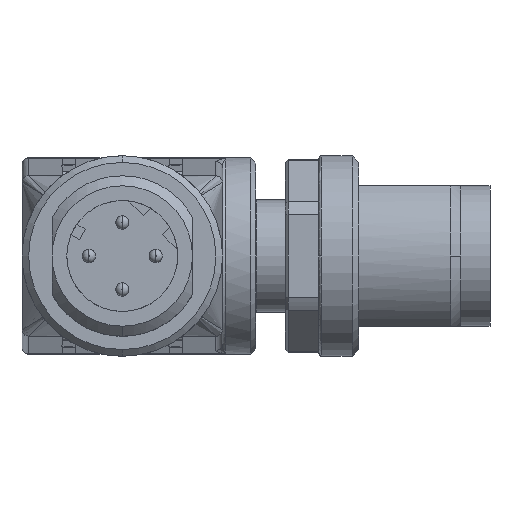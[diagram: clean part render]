
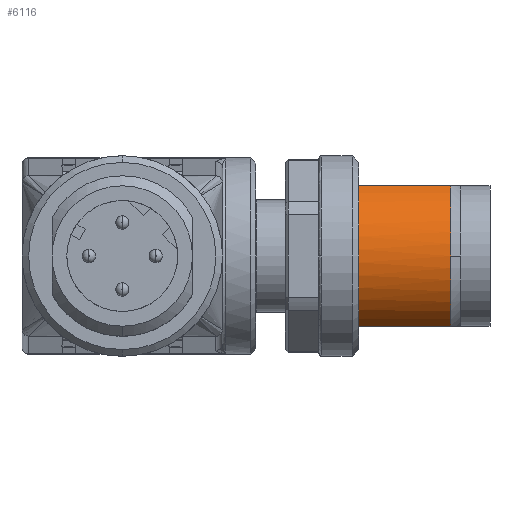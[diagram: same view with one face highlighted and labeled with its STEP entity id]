
A CAD part, left-side view. The second image highlights one B-rep face of the part: STEP entity #6116.
In plain terms, the highlighted cylindrical face has radius 6 mm (diameter 12 mm), a partial arc.
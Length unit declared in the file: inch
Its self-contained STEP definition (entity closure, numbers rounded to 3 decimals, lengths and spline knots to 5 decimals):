
#78 = CARTESIAN_POINT ( 'NONE',  ( 0., 0., -0.57283 ) ) ;
#250 = LINE ( 'NONE', #7547, #2418 ) ;
#790 = LINE ( 'NONE', #9188, #6857 ) ;
#804 = DIRECTION ( 'NONE',  ( -1., 0., 0. ) ) ;
#864 = EDGE_CURVE ( 'NONE', #6462, #7971, #7457, .T. ) ;
#952 = DIRECTION ( 'NONE',  ( 0., 0., 1. ) ) ;
#1203 = CIRCLE ( 'NONE', #6137, 0.23622 ) ;
#1435 = DIRECTION ( 'NONE',  ( 0., 0., 1. ) ) ;
#1517 = ORIENTED_EDGE ( 'NONE', *, *, #2220, .T. ) ;
#1590 = ORIENTED_EDGE ( 'NONE', *, *, #8960, .T. ) ;
#1603 = CARTESIAN_POINT ( 'NONE',  ( 0., 0., -0.30315 ) ) ;
#1691 = VERTEX_POINT ( 'NONE', #3732 ) ;
#2002 = VERTEX_POINT ( 'NONE', #4179 ) ;
#2036 = ORIENTED_EDGE ( 'NONE', *, *, #864, .F. ) ;
#2062 = EDGE_LOOP ( 'NONE', ( #1517, #2036, #7754, #7661, #1590 ) ) ;
#2220 = EDGE_CURVE ( 'NONE', #1691, #7971, #250, .T. ) ;
#2340 = DIRECTION ( 'NONE',  ( -1., 0., 0. ) ) ;
#2418 = VECTOR ( 'NONE', #952, 39.37008 ) ;
#2496 = FACE_OUTER_BOUND ( 'NONE', #2062, .T. ) ;
#3318 = VERTEX_POINT ( 'NONE', #7176 ) ;
#3732 = CARTESIAN_POINT ( 'NONE',  ( 0.20669, -0.11436, -0.57283 ) ) ;
#3930 = AXIS2_PLACEMENT_3D ( 'NONE', #4241, #4266, #4995 ) ;
#4179 = CARTESIAN_POINT ( 'NONE',  ( 0., -0.23622, -0.57283 ) ) ;
#4241 = CARTESIAN_POINT ( 'NONE',  ( 0., 0., -0.43799 ) ) ;
#4266 = DIRECTION ( 'NONE',  ( 0., 0., -1. ) ) ;
#4893 = EDGE_CURVE ( 'NONE', #6462, #3318, #790, .T. ) ;
#4995 = DIRECTION ( 'NONE',  ( -1., 0., 0. ) ) ;
#5022 = AXIS2_PLACEMENT_3D ( 'NONE', #1603, #6717, #2340 ) ;
#5170 = DIRECTION ( 'NONE',  ( 0., 0., 1. ) ) ;
#5422 = CARTESIAN_POINT ( 'NONE',  ( -0.20669, -0.11436, -0.30315 ) ) ;
#5815 = CARTESIAN_POINT ( 'NONE',  ( 0., 0., -0.57283 ) ) ;
#5902 = CIRCLE ( 'NONE', #6372, 0.23622 ) ;
#6116 = ADVANCED_FACE ( 'NONE', ( #2496 ), #6148, .T. ) ;
#6137 = AXIS2_PLACEMENT_3D ( 'NONE', #78, #5170, #804 ) ;
#6148 = CYLINDRICAL_SURFACE ( 'NONE', #3930, 0.23622 ) ;
#6372 = AXIS2_PLACEMENT_3D ( 'NONE', #5815, #1435, #6549 ) ;
#6462 = VERTEX_POINT ( 'NONE', #5422 ) ;
#6549 = DIRECTION ( 'NONE',  ( -1., 0., 0. ) ) ;
#6717 = DIRECTION ( 'NONE',  ( 0., 0., 1. ) ) ;
#6857 = VECTOR ( 'NONE', #8443, 39.37008 ) ;
#7176 = CARTESIAN_POINT ( 'NONE',  ( -0.20669, -0.11436, -0.57283 ) ) ;
#7197 = CARTESIAN_POINT ( 'NONE',  ( 0.20669, -0.11436, -0.30315 ) ) ;
#7457 = CIRCLE ( 'NONE', #5022, 0.23622 ) ;
#7547 = CARTESIAN_POINT ( 'NONE',  ( 0.20669, -0.11436, -0.68898 ) ) ;
#7661 = ORIENTED_EDGE ( 'NONE', *, *, #8030, .T. ) ;
#7754 = ORIENTED_EDGE ( 'NONE', *, *, #4893, .T. ) ;
#7971 = VERTEX_POINT ( 'NONE', #7197 ) ;
#8030 = EDGE_CURVE ( 'NONE', #3318, #2002, #5902, .T. ) ;
#8443 = DIRECTION ( 'NONE',  ( 0., 0., -1. ) ) ;
#8960 = EDGE_CURVE ( 'NONE', #2002, #1691, #1203, .T. ) ;
#9188 = CARTESIAN_POINT ( 'NONE',  ( -0.20669, -0.11436, -0.43799 ) ) ;
